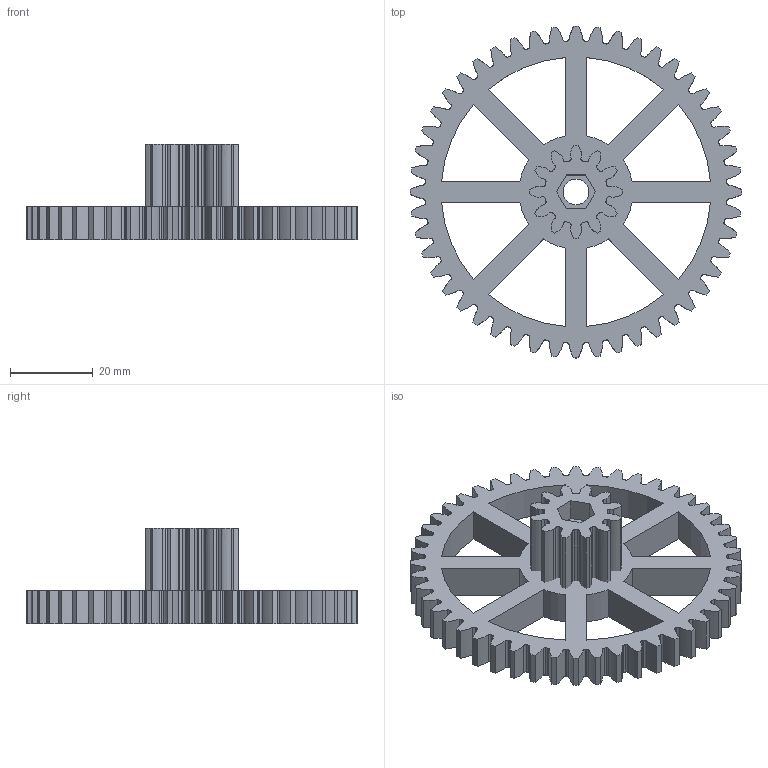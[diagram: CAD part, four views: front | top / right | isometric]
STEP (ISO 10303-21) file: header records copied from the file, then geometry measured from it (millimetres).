
FILE_DESCRIPTION(('FreeCAD Model'),'2;1');
FILE_NAME('Open CASCADE Shape Model','2022-12-31T00:57:16',(''),(''), 'Open CASCADE STEP processor 7.6','FreeCAD','Unknown');
FILE_SCHEMA(('AUTOMOTIVE_DESIGN { 1 0 10303 214 1 1 1 1 }'));
Length unit declared in the file: millimetre
Products named in the file (3): TOP___Part_5C___DoubleGear48t; PolarPattern; Cut002
Assembly tree (2 placements, depth 2):
  TOP___Part_5C___DoubleGear48t
    PolarPattern
    Cut002
Bounding box: 80 x 80 x 23 mm (x, y, z)
Volume: 26389.5 mm3; surface area: 17010.4 mm2
Topology: 2 solids, 2 shells, 429 faces, 1272 edges, 848 vertices
Faces by surface type: cylinder 258, extrusion 120, plane 51
Full cylindrical faces by diameter (mm): 6.2 x2
Entity records: 33312 total; most frequent: CARTESIAN_POINT 9024, DIRECTION 4288, ORIENTED_EDGE 2544, PCURVE 2544, DEFINITIONAL_REPRESENTATION 2544, VECTOR 2360, LINE 2240, EDGE_CURVE 1272
